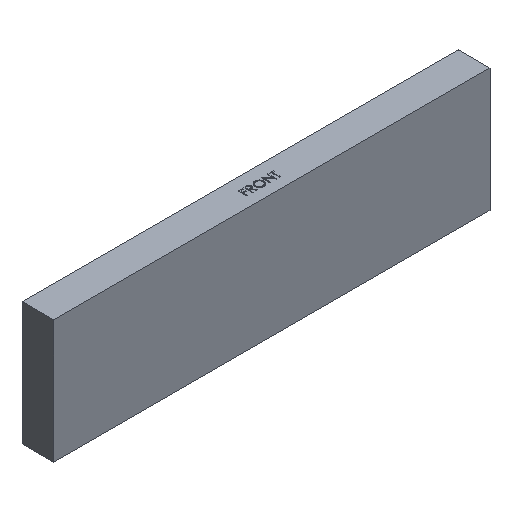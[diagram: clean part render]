
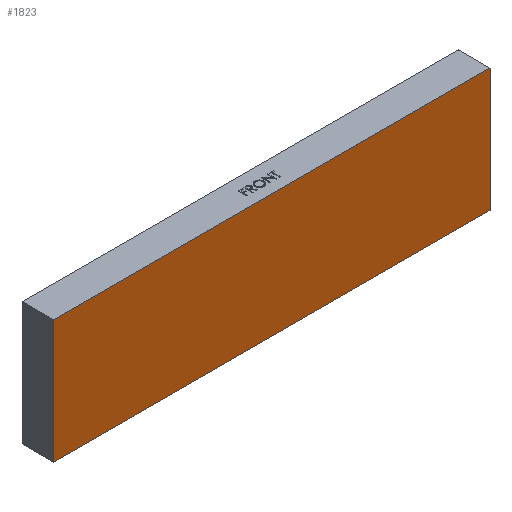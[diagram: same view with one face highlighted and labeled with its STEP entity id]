
A CAD part, isometric view. The second image highlights one B-rep face of the part: STEP entity #1823.
In plain terms, the highlighted planar face has unit normal (0, -1, 0).
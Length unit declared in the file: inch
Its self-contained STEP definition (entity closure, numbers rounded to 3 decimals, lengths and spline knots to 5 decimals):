
#1823 = ADVANCED_FACE ( 'NONE', ( #7705 ), #7749, .F. ) ;
#1824 = EDGE_LOOP ( 'NONE', ( #1825, #1826, #1827, #1828 ) ) ;
#1825 = ORIENTED_EDGE ( 'NONE', *, *, #2180, .F. ) ;
#1826 = ORIENTED_EDGE ( 'NONE', *, *, #2218, .F. ) ;
#1827 = ORIENTED_EDGE ( 'NONE', *, *, #1852, .F. ) ;
#1828 = ORIENTED_EDGE ( 'NONE', *, *, #2162, .F. ) ;
#1852 = EDGE_CURVE ( 'NONE', #2163, #2216, #7755, .T. ) ;
#2160 = VERTEX_POINT ( 'NONE', #8509 ) ;
#2162 = EDGE_CURVE ( 'NONE', #2160, #2163, #8508, .T. ) ;
#2163 = VERTEX_POINT ( 'NONE', #8504 ) ;
#2178 = VERTEX_POINT ( 'NONE', #8538 ) ;
#2180 = EDGE_CURVE ( 'NONE', #2178, #2160, #8537, .T. ) ;
#2216 = VERTEX_POINT ( 'NONE', #8598 ) ;
#2218 = EDGE_CURVE ( 'NONE', #2216, #2178, #8597, .T. ) ;
#7705 = FACE_OUTER_BOUND ( 'NONE', #1824, .T. ) ;
#7741 = DIRECTION ( 'NONE',  ( 0., 0., 1. ) ) ;
#7742 = DIRECTION ( 'NONE',  ( 0., 1., 0. ) ) ;
#7743 = CARTESIAN_POINT ( 'NONE',  ( -25.78987, -3.75, 7.28987 ) ) ;
#7744 = AXIS2_PLACEMENT_3D ( 'NONE', #7743, #7742, #7741 ) ;
#7749 = PLANE ( 'NONE',  #7744 ) ;
#7752 = DIRECTION ( 'NONE',  ( 0., 0., -1. ) ) ;
#7753 = VECTOR ( 'NONE', #7752, 39.37008 ) ;
#7754 = CARTESIAN_POINT ( 'NONE',  ( 25.78987, -3.75, -7.28987 ) ) ;
#7755 = LINE ( 'NONE', #7754, #7753 ) ;
#8504 = CARTESIAN_POINT ( 'NONE',  ( 25.78987, -3.75, 7.28987 ) ) ;
#8505 = DIRECTION ( 'NONE',  ( 1., 0., 0. ) ) ;
#8506 = VECTOR ( 'NONE', #8505, 39.37008 ) ;
#8507 = CARTESIAN_POINT ( 'NONE',  ( -25.78987, -3.75, 7.28987 ) ) ;
#8508 = LINE ( 'NONE', #8507, #8506 ) ;
#8509 = CARTESIAN_POINT ( 'NONE',  ( -25.78987, -3.75, 7.28987 ) ) ;
#8534 = DIRECTION ( 'NONE',  ( 0., 0., 1. ) ) ;
#8535 = VECTOR ( 'NONE', #8534, 39.37008 ) ;
#8536 = CARTESIAN_POINT ( 'NONE',  ( -25.78987, -3.75, -7.28987 ) ) ;
#8537 = LINE ( 'NONE', #8536, #8535 ) ;
#8538 = CARTESIAN_POINT ( 'NONE',  ( -25.78987, -3.75, -7.28987 ) ) ;
#8594 = DIRECTION ( 'NONE',  ( -1., 0., 0. ) ) ;
#8595 = VECTOR ( 'NONE', #8594, 39.37008 ) ;
#8596 = CARTESIAN_POINT ( 'NONE',  ( -25.78987, -3.75, -7.28987 ) ) ;
#8597 = LINE ( 'NONE', #8596, #8595 ) ;
#8598 = CARTESIAN_POINT ( 'NONE',  ( 25.78987, -3.75, -7.28987 ) ) ;
